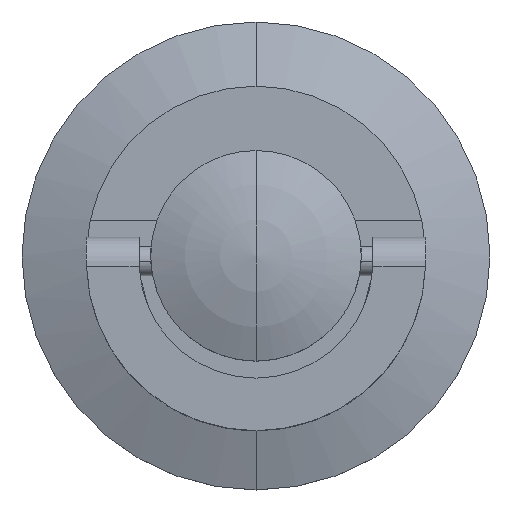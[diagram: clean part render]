
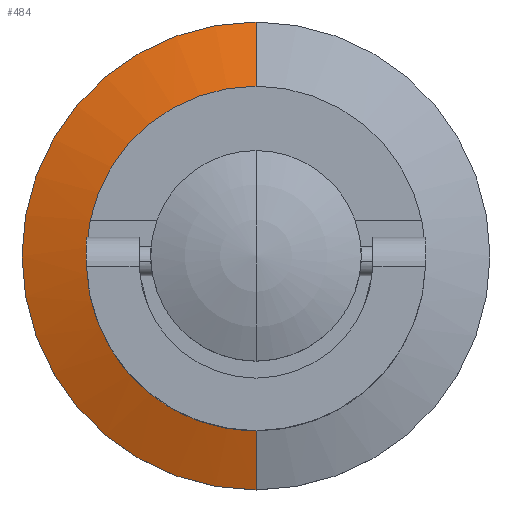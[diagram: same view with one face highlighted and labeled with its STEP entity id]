
A CAD part, top view. The second image highlights one B-rep face of the part: STEP entity #484.
In plain terms, the highlighted conical face has half-angle 70.017 degrees and reference radius 20 mm.
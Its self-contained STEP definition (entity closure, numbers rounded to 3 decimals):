
#302 = VERTEX_POINT ( 'NONE', #1598 ) ;
#344 = EDGE_CURVE ( 'NONE', #345, #302, #1655, .T. ) ;
#345 = VERTEX_POINT ( 'NONE', #1715 ) ;
#360 = VERTEX_POINT ( 'NONE', #1691 ) ;
#367 = VERTEX_POINT ( 'NONE', #1733 ) ;
#370 = EDGE_CURVE ( 'NONE', #367, #360, #1731, .T. ) ;
#447 = VERTEX_POINT ( 'NONE', #1880 ) ;
#449 = EDGE_CURVE ( 'NONE', #447, #367, #1947, .T. ) ;
#463 = ORIENTED_EDGE ( 'NONE', *, *, #464, .F. ) ;
#464 = EDGE_CURVE ( 'NONE', #345, #447, #1918, .T. ) ;
#465 = ORIENTED_EDGE ( 'NONE', *, *, #344, .T. ) ;
#466 = ORIENTED_EDGE ( 'NONE', *, *, #467, .T. ) ;
#467 = EDGE_CURVE ( 'NONE', #302, #360, #1978, .T. ) ;
#484 = ADVANCED_FACE ( 'NONE', ( #1950 ), #1948, .T. ) ;
#485 = EDGE_LOOP ( 'NONE', ( #486, #487, #463, #465, #466 ) ) ;
#486 = ORIENTED_EDGE ( 'NONE', *, *, #370, .F. ) ;
#487 = ORIENTED_EDGE ( 'NONE', *, *, #449, .F. ) ;
#1390 = VECTOR ( 'NONE', #1716, 1000. ) ;
#1391 = CARTESIAN_POINT ( 'NONE',  ( 0., 20., 2. ) ) ;
#1598 = CARTESIAN_POINT ( 'NONE',  ( 0., 20., 2. ) ) ;
#1655 = LINE ( 'NONE', #1391, #1390 ) ;
#1691 = CARTESIAN_POINT ( 'NONE',  ( 0., -20., 2. ) ) ;
#1715 = CARTESIAN_POINT ( 'NONE',  ( 0., 14.5, 4. ) ) ;
#1716 = DIRECTION ( 'NONE',  ( 0., 0.94, -0.342 ) ) ;
#1728 = DIRECTION ( 'NONE',  ( 0., -0.94, -0.342 ) ) ;
#1729 = VECTOR ( 'NONE', #1728, 1000. ) ;
#1730 = CARTESIAN_POINT ( 'NONE',  ( 0., -20., 2. ) ) ;
#1731 = LINE ( 'NONE', #1730, #1729 ) ;
#1733 = CARTESIAN_POINT ( 'NONE',  ( 0., -14.5, 4. ) ) ;
#1880 = CARTESIAN_POINT ( 'NONE',  ( -14.176, 3.05, 4. ) ) ;
#1914 = DIRECTION ( 'NONE',  ( 0., -1., 0. ) ) ;
#1915 = DIRECTION ( 'NONE',  ( 0., 0., 1. ) ) ;
#1916 = CARTESIAN_POINT ( 'NONE',  ( 0., 0., 4. ) ) ;
#1917 = AXIS2_PLACEMENT_3D ( 'NONE', #1916, #1915, #1914 ) ;
#1918 = CIRCLE ( 'NONE', #1917, 14.5 ) ;
#1943 = DIRECTION ( 'NONE',  ( 0., -1., 0. ) ) ;
#1944 = DIRECTION ( 'NONE',  ( 0., 0., 1. ) ) ;
#1945 = CARTESIAN_POINT ( 'NONE',  ( 0., 0., 4. ) ) ;
#1946 = AXIS2_PLACEMENT_3D ( 'NONE', #1945, #1944, #1943 ) ;
#1947 = CIRCLE ( 'NONE', #1946, 14.5 ) ;
#1948 = CONICAL_SURFACE ( 'NONE', #1949, 20., 1.222 ) ;
#1949 = AXIS2_PLACEMENT_3D ( 'NONE', #2011, #2010, #2009 ) ;
#1950 = FACE_OUTER_BOUND ( 'NONE', #485, .T. ) ;
#1974 = DIRECTION ( 'NONE',  ( 0., -1., 0. ) ) ;
#1975 = DIRECTION ( 'NONE',  ( 0., 0., 1. ) ) ;
#1976 = CARTESIAN_POINT ( 'NONE',  ( 0., 0., 2. ) ) ;
#1977 = AXIS2_PLACEMENT_3D ( 'NONE', #1976, #1975, #1974 ) ;
#1978 = CIRCLE ( 'NONE', #1977, 20. ) ;
#2009 = DIRECTION ( 'NONE',  ( 0., 1., 0. ) ) ;
#2010 = DIRECTION ( 'NONE',  ( 0., 0., -1. ) ) ;
#2011 = CARTESIAN_POINT ( 'NONE',  ( 0., 0., 2. ) ) ;
